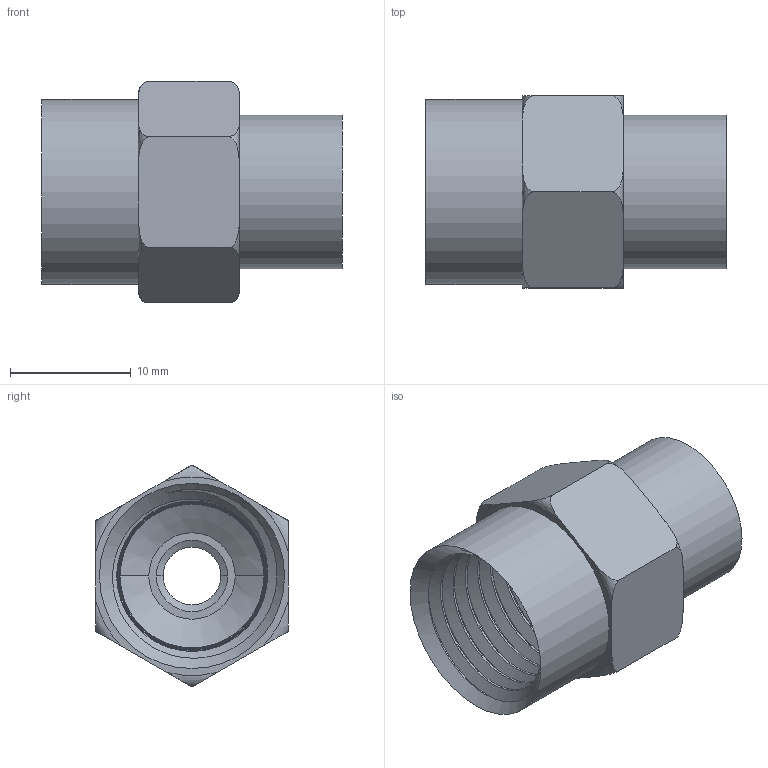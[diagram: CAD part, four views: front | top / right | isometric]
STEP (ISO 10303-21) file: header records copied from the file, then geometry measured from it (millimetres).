
FILE_DESCRIPTION(/* description */ (''),/* implementation_level */ '2;1');
FILE_NAME(/* name */ '119-N1-N2.stp',/* time_stamp */ '2024-01-23T10:06:11-05:00',/* author */ ('esanner'),/* organization */ (''),/* preprocessor_version */ 'ST-DEVELOPER v19',/* originating_system */ 'AutoCAD Mechanical',/* authorisation */ '');
FILE_SCHEMA (('AUTOMOTIVE_DESIGN { 1 0 10303 214 3 1 1 }'));
Length unit declared in the file: millimetre
Products named in the file (2): Product; 119-N1-N2
Assembly tree (1 placements, depth 2):
  Product
    119-N1-N2
Bounding box: 24.83 x 15.88 x 18.34 mm (x, y, z)
Volume: 2081.6 mm3; surface area: 2688.2 mm2
Topology: 1 solids, 1 shells, 73 faces, 204 edges, 136 vertices
Faces by surface type: cone 38, torus 12, plane 11, cylinder 6, bspline 6
Full cylindrical faces by diameter (mm): 12.675 x1, 15.3 x1
Entity records: 10729 total; most frequent: CARTESIAN_POINT 8998, ORIENTED_EDGE 408, DIRECTION 272, EDGE_CURVE 204, VERTEX_POINT 136, B_SPLINE_CURVE_WITH_KNOTS 108, AXIS2_PLACEMENT_3D 106, EDGE_LOOP 78
